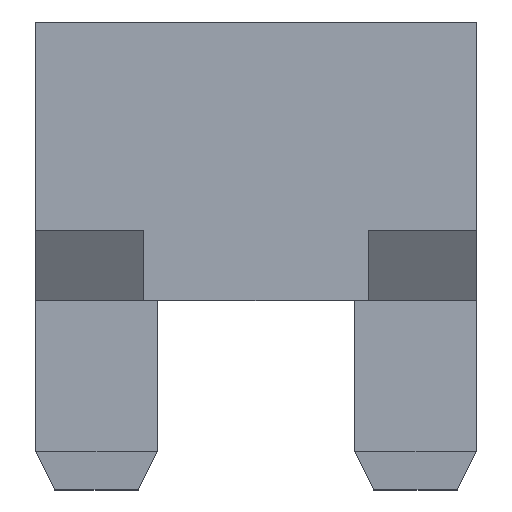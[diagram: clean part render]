
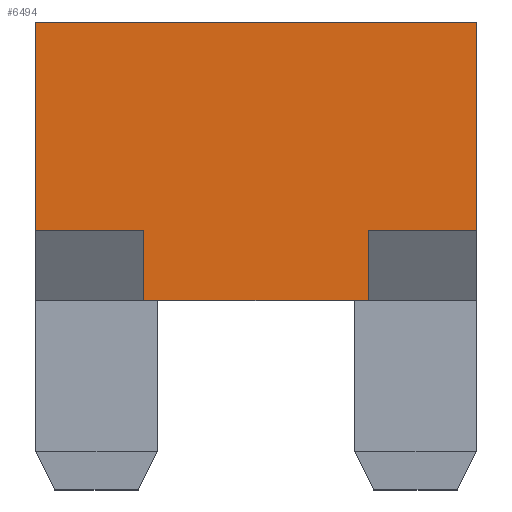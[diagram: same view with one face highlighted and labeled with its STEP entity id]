
A CAD part, top view. The second image highlights one B-rep face of the part: STEP entity #6494.
In plain terms, the highlighted planar face has unit normal (0, 0, 1).
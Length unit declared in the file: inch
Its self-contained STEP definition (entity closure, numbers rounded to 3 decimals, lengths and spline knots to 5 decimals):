
#407 = DIRECTION ( 'NONE',  ( 0., -1., 0. ) ) ;
#648 = CARTESIAN_POINT ( 'NONE',  ( 0.57, 0.18, 0.175 ) ) ;
#863 = VERTEX_POINT ( 'NONE', #1203 ) ;
#928 = VECTOR ( 'NONE', #9794, 39.37008 ) ;
#1001 = VECTOR ( 'NONE', #407, 39.37008 ) ;
#1203 = CARTESIAN_POINT ( 'NONE',  ( -0.57, 0.18, 0.175 ) ) ;
#1413 = EDGE_CURVE ( 'NONE', #4054, #11868, #12902, .T. ) ;
#1469 = AXIS2_PLACEMENT_3D ( 'NONE', #5491, #9534, #5448 ) ;
#1872 = CARTESIAN_POINT ( 'NONE',  ( -0.29, 0., 0.175 ) ) ;
#1933 = CARTESIAN_POINT ( 'NONE',  ( 0.57, 0.72, 0.175 ) ) ;
#1951 = EDGE_CURVE ( 'NONE', #3457, #8360, #7650, .T. ) ;
#1964 = CARTESIAN_POINT ( 'NONE',  ( 0.29, 0.18, 0.175 ) ) ;
#2272 = EDGE_CURVE ( 'NONE', #10988, #8360, #7057, .T. ) ;
#2525 = CARTESIAN_POINT ( 'NONE',  ( 0.57, 0.72, 0.175 ) ) ;
#2649 = EDGE_CURVE ( 'NONE', #3457, #863, #5441, .T. ) ;
#2746 = ORIENTED_EDGE ( 'NONE', *, *, #11482, .T. ) ;
#2842 = VECTOR ( 'NONE', #3404, 39.37008 ) ;
#3079 = EDGE_CURVE ( 'NONE', #11868, #10988, #8145, .T. ) ;
#3279 = ORIENTED_EDGE ( 'NONE', *, *, #8213, .T. ) ;
#3404 = DIRECTION ( 'NONE',  ( -1., 0., 0. ) ) ;
#3457 = VERTEX_POINT ( 'NONE', #5915 ) ;
#3468 = VERTEX_POINT ( 'NONE', #1933 ) ;
#3550 = ORIENTED_EDGE ( 'NONE', *, *, #2272, .F. ) ;
#3630 = VERTEX_POINT ( 'NONE', #12724 ) ;
#4054 = VERTEX_POINT ( 'NONE', #11675 ) ;
#4072 = VECTOR ( 'NONE', #12810, 39.37008 ) ;
#4882 = DIRECTION ( 'NONE',  ( 0., -1., 0. ) ) ;
#5441 = LINE ( 'NONE', #8602, #2842 ) ;
#5448 = DIRECTION ( 'NONE',  ( 0., 1., 0. ) ) ;
#5491 = CARTESIAN_POINT ( 'NONE',  ( 0.57, 0.72, 0.175 ) ) ;
#5698 = LINE ( 'NONE', #9636, #4072 ) ;
#5915 = CARTESIAN_POINT ( 'NONE',  ( -0.29, 0.18, 0.175 ) ) ;
#6225 = VECTOR ( 'NONE', #11643, 39.37008 ) ;
#6494 = ADVANCED_FACE ( 'NONE', ( #6982 ), #7610, .F. ) ;
#6813 = DIRECTION ( 'NONE',  ( -1., 0., 0. ) ) ;
#6982 = FACE_OUTER_BOUND ( 'NONE', #9094, .T. ) ;
#7057 = LINE ( 'NONE', #13209, #9469 ) ;
#7337 = VECTOR ( 'NONE', #6813, 39.37008 ) ;
#7610 = PLANE ( 'NONE',  #1469 ) ;
#7650 = LINE ( 'NONE', #12799, #1001 ) ;
#8001 = LINE ( 'NONE', #12775, #6225 ) ;
#8145 = LINE ( 'NONE', #13129, #11088 ) ;
#8213 = EDGE_CURVE ( 'NONE', #3468, #3630, #5698, .T. ) ;
#8360 = VERTEX_POINT ( 'NONE', #1872 ) ;
#8542 = ORIENTED_EDGE ( 'NONE', *, *, #2649, .F. ) ;
#8602 = CARTESIAN_POINT ( 'NONE',  ( 0.57, 0.18, 0.175 ) ) ;
#9094 = EDGE_LOOP ( 'NONE', ( #8542, #13352, #3550, #12541, #10209, #13050, #3279, #2746 ) ) ;
#9177 = EDGE_CURVE ( 'NONE', #3468, #4054, #12161, .T. ) ;
#9469 = VECTOR ( 'NONE', #13120, 39.37008 ) ;
#9534 = DIRECTION ( 'NONE',  ( 0., 0., -1. ) ) ;
#9636 = CARTESIAN_POINT ( 'NONE',  ( 0.57, 0.72, 0.175 ) ) ;
#9794 = DIRECTION ( 'NONE',  ( 0., -1., 0. ) ) ;
#10209 = ORIENTED_EDGE ( 'NONE', *, *, #1413, .F. ) ;
#10988 = VERTEX_POINT ( 'NONE', #11659 ) ;
#11088 = VECTOR ( 'NONE', #4882, 39.37008 ) ;
#11482 = EDGE_CURVE ( 'NONE', #3630, #863, #8001, .T. ) ;
#11643 = DIRECTION ( 'NONE',  ( 0., -1., 0. ) ) ;
#11659 = CARTESIAN_POINT ( 'NONE',  ( 0.29, 0., 0.175 ) ) ;
#11675 = CARTESIAN_POINT ( 'NONE',  ( 0.57, 0.18, 0.175 ) ) ;
#11868 = VERTEX_POINT ( 'NONE', #1964 ) ;
#12161 = LINE ( 'NONE', #2525, #928 ) ;
#12541 = ORIENTED_EDGE ( 'NONE', *, *, #3079, .F. ) ;
#12724 = CARTESIAN_POINT ( 'NONE',  ( -0.57, 0.72, 0.175 ) ) ;
#12775 = CARTESIAN_POINT ( 'NONE',  ( -0.57, 0.72, 0.175 ) ) ;
#12799 = CARTESIAN_POINT ( 'NONE',  ( -0.29, 0., 0.175 ) ) ;
#12810 = DIRECTION ( 'NONE',  ( -1., 0., 0. ) ) ;
#12902 = LINE ( 'NONE', #648, #7337 ) ;
#13050 = ORIENTED_EDGE ( 'NONE', *, *, #9177, .F. ) ;
#13120 = DIRECTION ( 'NONE',  ( -1., 0., 0. ) ) ;
#13129 = CARTESIAN_POINT ( 'NONE',  ( 0.29, 0., 0.175 ) ) ;
#13209 = CARTESIAN_POINT ( 'NONE',  ( 0.29, 0., 0.175 ) ) ;
#13352 = ORIENTED_EDGE ( 'NONE', *, *, #1951, .T. ) ;
